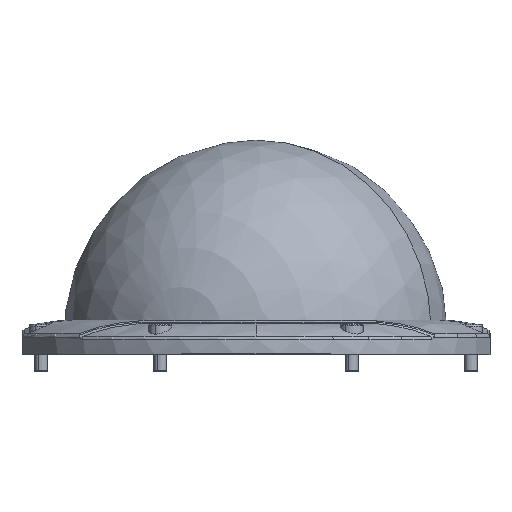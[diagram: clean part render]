
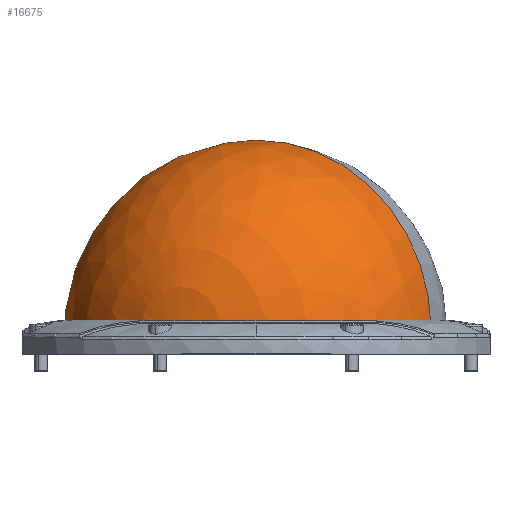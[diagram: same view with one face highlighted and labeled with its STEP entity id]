
A CAD part, top view. The second image highlights one B-rep face of the part: STEP entity #16675.
In plain terms, the highlighted spherical face has radius 45 mm.
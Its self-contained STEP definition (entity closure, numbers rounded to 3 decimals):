
#1121 = EDGE_CURVE ( 'NONE', #5074, #8180, #10148, .T. ) ;
#1271 = VERTEX_POINT ( 'NONE', #9182 ) ;
#1467 = DIRECTION ( 'NONE',  ( 0.915, 0., 0.403 ) ) ;
#1720 = CARTESIAN_POINT ( 'NONE',  ( 0., -139.536, 0. ) ) ;
#1780 = ORIENTED_EDGE ( 'NONE', *, *, #3228, .T. ) ;
#2973 = ORIENTED_EDGE ( 'NONE', *, *, #1121, .T. ) ;
#3228 = EDGE_CURVE ( 'NONE', #1271, #5074, #13298, .T. ) ;
#3957 = DIRECTION ( 'NONE',  ( 0., 1., 0. ) ) ;
#5074 = VERTEX_POINT ( 'NONE', #13208 ) ;
#5171 = EDGE_CURVE ( 'NONE', #8180, #1271, #7816, .T. ) ;
#7002 = AXIS2_PLACEMENT_3D ( 'NONE', #10137, #8668, #14657 ) ;
#7816 = CIRCLE ( 'NONE', #9997, 45. ) ;
#8180 = VERTEX_POINT ( 'NONE', #18603 ) ;
#8668 = DIRECTION ( 'NONE',  ( 0., 1., 0. ) ) ;
#8782 = DIRECTION ( 'NONE',  ( -0.403, 0., 0.915 ) ) ;
#9103 = EDGE_LOOP ( 'NONE', ( #2973, #11148, #1780 ) ) ;
#9126 = FACE_OUTER_BOUND ( 'NONE', #9103, .T. ) ;
#9182 = CARTESIAN_POINT ( 'NONE',  ( -41.18, -139.042, -18.138 ) ) ;
#9997 = AXIS2_PLACEMENT_3D ( 'NONE', #16535, #8782, #1467 ) ;
#10137 = CARTESIAN_POINT ( 'NONE',  ( 0., -139.042, 0. ) ) ;
#10148 = CIRCLE ( 'NONE', #7002, 44.997 ) ;
#10910 = DIRECTION ( 'NONE',  ( -0.915, 0., -0.403 ) ) ;
#11148 = ORIENTED_EDGE ( 'NONE', *, *, #5171, .T. ) ;
#11416 = CARTESIAN_POINT ( 'NONE',  ( 0., -139.042, 0. ) ) ;
#12275 = DIRECTION ( 'NONE',  ( 0.403, 0., -0.915 ) ) ;
#12869 = DIRECTION ( 'NONE',  ( 0.403, 0., -0.915 ) ) ;
#13208 = CARTESIAN_POINT ( 'NONE',  ( -18.138, -139.042, 41.18 ) ) ;
#13298 = CIRCLE ( 'NONE', #18280, 44.997 ) ;
#13371 = AXIS2_PLACEMENT_3D ( 'NONE', #1720, #12275, #10910 ) ;
#14657 = DIRECTION ( 'NONE',  ( 0.403, 0., -0.915 ) ) ;
#15116 = SPHERICAL_SURFACE ( 'NONE', #13371, 45. ) ;
#16535 = CARTESIAN_POINT ( 'NONE',  ( 0., -139.536, 0. ) ) ;
#16675 = ADVANCED_FACE ( 'NONE', ( #9126 ), #15116, .T. ) ;
#18280 = AXIS2_PLACEMENT_3D ( 'NONE', #11416, #3957, #12869 ) ;
#18603 = CARTESIAN_POINT ( 'NONE',  ( 41.18, -139.042, 18.138 ) ) ;
